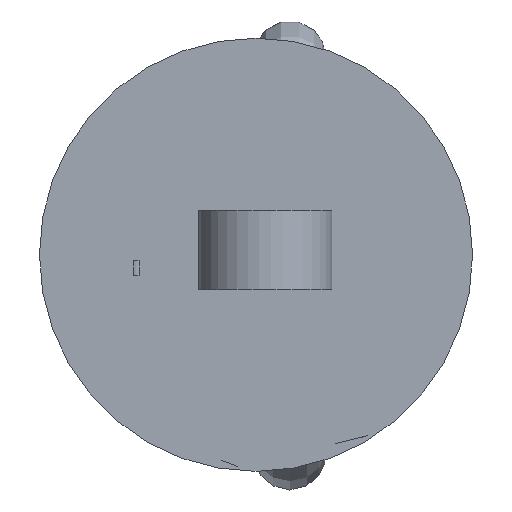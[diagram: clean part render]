
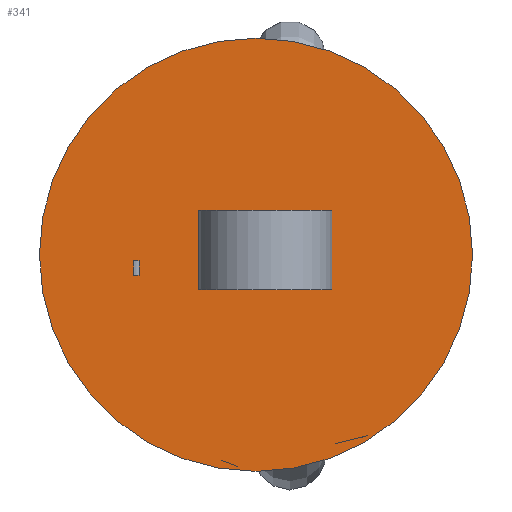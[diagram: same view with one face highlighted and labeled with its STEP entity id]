
A CAD part, front view. The second image highlights one B-rep face of the part: STEP entity #341.
In plain terms, the highlighted planar face has unit normal (0, -1, 0).
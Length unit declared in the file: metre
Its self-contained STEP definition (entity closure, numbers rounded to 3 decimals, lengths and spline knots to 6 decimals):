
#19=CIRCLE('',#375,0.00762);
#80=ORIENTED_EDGE('',*,*,#170,.F.);
#81=ORIENTED_EDGE('',*,*,#171,.T.);
#82=ORIENTED_EDGE('',*,*,#172,.F.);
#83=ORIENTED_EDGE('',*,*,#173,.F.);
#84=ORIENTED_EDGE('',*,*,#174,.F.);
#85=ORIENTED_EDGE('',*,*,#175,.F.);
#86=ORIENTED_EDGE('',*,*,#176,.F.);
#87=ORIENTED_EDGE('',*,*,#177,.F.);
#88=ORIENTED_EDGE('',*,*,#178,.T.);
#170=EDGE_CURVE('',#212,#213,#231,.T.);
#171=EDGE_CURVE('',#212,#214,#232,.T.);
#172=EDGE_CURVE('',#215,#214,#233,.F.);
#173=EDGE_CURVE('',#213,#215,#234,.T.);
#174=EDGE_CURVE('',#216,#216,#19,.T.);
#175=EDGE_CURVE('',#217,#218,#235,.T.);
#176=EDGE_CURVE('',#219,#217,#236,.T.);
#177=EDGE_CURVE('',#220,#219,#237,.T.);
#178=EDGE_CURVE('',#220,#218,#238,.T.);
#212=VERTEX_POINT('',#5769);
#213=VERTEX_POINT('',#5770);
#214=VERTEX_POINT('',#5772);
#215=VERTEX_POINT('',#5774);
#216=VERTEX_POINT('',#5777);
#217=VERTEX_POINT('',#5779);
#218=VERTEX_POINT('',#5780);
#219=VERTEX_POINT('',#5782);
#220=VERTEX_POINT('',#5784);
#231=LINE('',#5768,#250);
#232=LINE('',#5771,#251);
#233=LINE('',#5773,#252);
#234=LINE('',#5775,#253);
#235=LINE('',#5778,#254);
#236=LINE('',#5781,#255);
#237=LINE('',#5783,#256);
#238=LINE('',#5785,#257);
#250=VECTOR('',#408,1.);
#251=VECTOR('',#409,1.);
#252=VECTOR('',#410,1.);
#253=VECTOR('',#411,1.);
#254=VECTOR('',#414,1.);
#255=VECTOR('',#415,1.);
#256=VECTOR('',#416,1.);
#257=VECTOR('',#417,1.);
#272=EDGE_LOOP('',(#80,#81,#82,#83));
#273=EDGE_LOOP('',(#84));
#274=EDGE_LOOP('',(#85,#86,#87,#88));
#301=FACE_BOUND('',#272,.T.);
#302=FACE_BOUND('',#273,.T.);
#303=FACE_BOUND('',#274,.T.);
#326=PLANE('',#374);
#341=ADVANCED_FACE('',(#301,#302,#303),#326,.F.);
#374=AXIS2_PLACEMENT_3D('',#5767,#406,#407);
#375=AXIS2_PLACEMENT_3D('',#5776,#412,#413);
#406=DIRECTION('',(0.,1.,0.));
#407=DIRECTION('',(-1.,0.,0.));
#408=DIRECTION('',(0.,0.,1.));
#409=DIRECTION('',(-1.,0.,0.));
#410=DIRECTION('',(0.,0.,1.));
#411=DIRECTION('',(-1.,0.,0.));
#412=DIRECTION('',(0.,1.,0.));
#413=DIRECTION('',(0.,0.,1.));
#414=DIRECTION('',(0.,0.,1.));
#415=DIRECTION('',(1.,0.,0.));
#416=DIRECTION('',(0.,0.,-1.));
#417=DIRECTION('',(1.,0.,0.));
#5767=CARTESIAN_POINT('',(-0.000174,0.004203,-0.004055));
#5768=CARTESIAN_POINT('',(-0.00429,0.004203,-0.004775));
#5769=CARTESIAN_POINT('',(-0.00429,0.004203,-0.004775));
#5770=CARTESIAN_POINT('',(-0.00429,0.004203,-0.004267));
#5771=CARTESIAN_POINT('',(-0.000174,0.004203,-0.004775));
#5772=CARTESIAN_POINT('',(-0.004473,0.004203,-0.004775));
#5773=CARTESIAN_POINT('',(-0.004473,0.004203,-0.004775));
#5774=CARTESIAN_POINT('',(-0.004473,0.004203,-0.004267));
#5775=CARTESIAN_POINT('',(-0.000174,0.004203,-0.004267));
#5776=CARTESIAN_POINT('',(-0.000174,0.004203,-0.004055));
#5777=CARTESIAN_POINT('',(-0.000174,0.004203,0.003565));
#5778=CARTESIAN_POINT('',(0.002434,0.004203,-0.004521));
#5779=CARTESIAN_POINT('',(0.002434,0.004203,-0.005283));
#5780=CARTESIAN_POINT('',(0.002434,0.004203,-0.002489));
#5781=CARTESIAN_POINT('',(-0.000059,0.004203,-0.005283));
#5782=CARTESIAN_POINT('',(-0.002031,0.004203,-0.005283));
#5783=CARTESIAN_POINT('',(-0.002031,0.004203,-0.004521));
#5784=CARTESIAN_POINT('',(-0.002031,0.004203,-0.002489));
#5785=CARTESIAN_POINT('',(-0.000059,0.004203,-0.002489));
